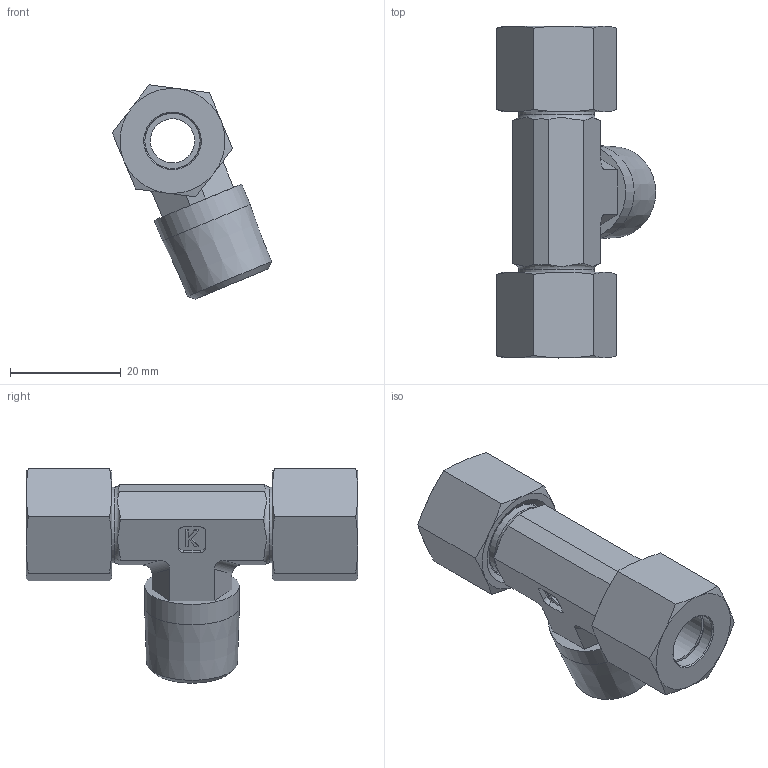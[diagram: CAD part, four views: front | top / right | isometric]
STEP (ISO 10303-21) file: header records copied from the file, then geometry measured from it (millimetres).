
FILE_DESCRIPTION((''),'2;1');
FILE_NAME('29002103816.stp','2014-08-21T15:24:36',(''),('KNOMI spol. s r. o.'),'Autodesk Inventor 2012','Autodesk Inventor 2012','');
FILE_SCHEMA(('AUTOMOTIVE_DESIGN { 1 2 10303 214 0 1 1 1 }'));
Length unit declared in the file: millimetre
Products named in the file (4): THCR2K 10LR3/8kuž R3/8/M16; 28002103816; 3911016; 40110
Assembly tree (5 placements, depth 2):
  THCR2K 10LR3/8kuž R3/8/M16
    28002103816
    3911016  x2
    40110  x2
Bounding box: 28.81 x 60 x 38.75 mm (x, y, z)
Volume: 15080.7 mm3; surface area: 11208.9 mm2
Topology: 5 solids, 5 shells, 151 faces, 370 edges, 239 vertices
Faces by surface type: plane 69, cone 47, cylinder 29, torus 6
Full cylindrical faces by diameter (mm): 7 x1, 8 x1, 10 x6, 12.3 x2, 13.7 x2, 14 x2, 14.376 x2, 16 x2, 17.131 x1
Entity records: 3581 total; most frequent: CARTESIAN_POINT 764, DIRECTION 541, ORIENTED_EDGE 482, EDGE_CURVE 241, AXIS2_PLACEMENT_3D 211, VERTEX_POINT 171, EDGE_LOOP 164, STYLED_ITEM 124
